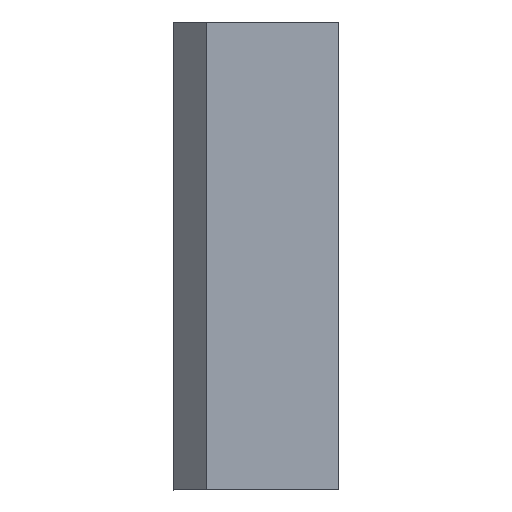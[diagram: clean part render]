
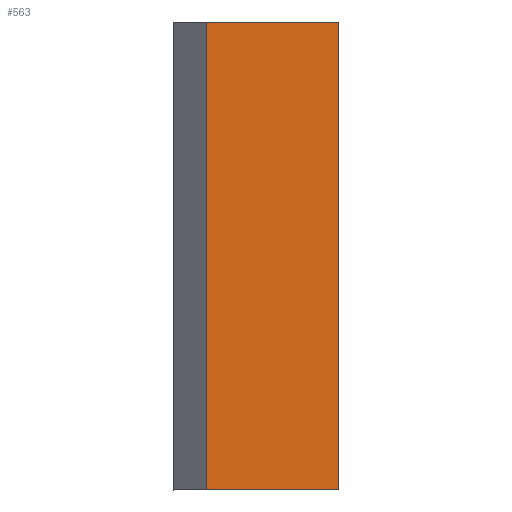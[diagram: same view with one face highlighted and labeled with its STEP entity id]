
A CAD part, top view. The second image highlights one B-rep face of the part: STEP entity #563.
In plain terms, the highlighted planar face has unit normal (0, 0, 1).
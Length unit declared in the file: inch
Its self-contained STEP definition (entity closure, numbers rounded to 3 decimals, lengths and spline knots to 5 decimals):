
#500=CARTESIAN_POINT('',(7.87755,7.59931,0.763));
#501=VERTEX_POINT('',#500);
#509=CARTESIAN_POINT('',(7.87755,1.59931,0.763));
#510=VERTEX_POINT('',#509);
#511=CARTESIAN_POINT('',(7.87755,4.59931,0.763));
#512=DIRECTION('',(0.,-1.,0.));
#513=VECTOR('',#512,1.);
#514=LINE('',#511,#513);
#515=EDGE_CURVE('',#501,#510,#514,.T.);
#533=CARTESIAN_POINT('',(6.17755,7.59931,0.763));
#534=VERTEX_POINT('',#533);
#535=CARTESIAN_POINT('',(7.87755,7.59931,0.763));
#536=DIRECTION('',(-1.,0.,0.));
#537=VECTOR('',#536,1.);
#538=LINE('',#535,#537);
#539=EDGE_CURVE('',#501,#534,#538,.T.);
#540=ORIENTED_EDGE('',*,*,#539,.T.);
#541=CARTESIAN_POINT('',(6.17755,1.59931,0.763));
#542=VERTEX_POINT('',#541);
#543=CARTESIAN_POINT('',(6.17755,4.59931,0.763));
#544=DIRECTION('',(0.,-1.,0.));
#545=VECTOR('',#544,1.);
#546=LINE('',#543,#545);
#547=EDGE_CURVE('',#534,#542,#546,.T.);
#548=ORIENTED_EDGE('',*,*,#547,.T.);
#549=CARTESIAN_POINT('',(7.87755,1.59931,0.763));
#550=DIRECTION('',(1.,0.,0.));
#551=VECTOR('',#550,1.);
#552=LINE('',#549,#551);
#553=EDGE_CURVE('',#542,#510,#552,.T.);
#554=ORIENTED_EDGE('',*,*,#553,.T.);
#555=ORIENTED_EDGE('',*,*,#515,.F.);
#556=EDGE_LOOP('',(#540,#548,#554,#555));
#557=FACE_OUTER_BOUND('',#556,.T.);
#558=CARTESIAN_POINT('',(7.02755,4.59931,0.763));
#559=DIRECTION('',(0.,0.,1.));
#560=DIRECTION('',(1.,0.,0.));
#561=AXIS2_PLACEMENT_3D('',#558,#559,#560);
#562=PLANE('',#561);
#563=ADVANCED_FACE('',(#557),#562,.T.);
